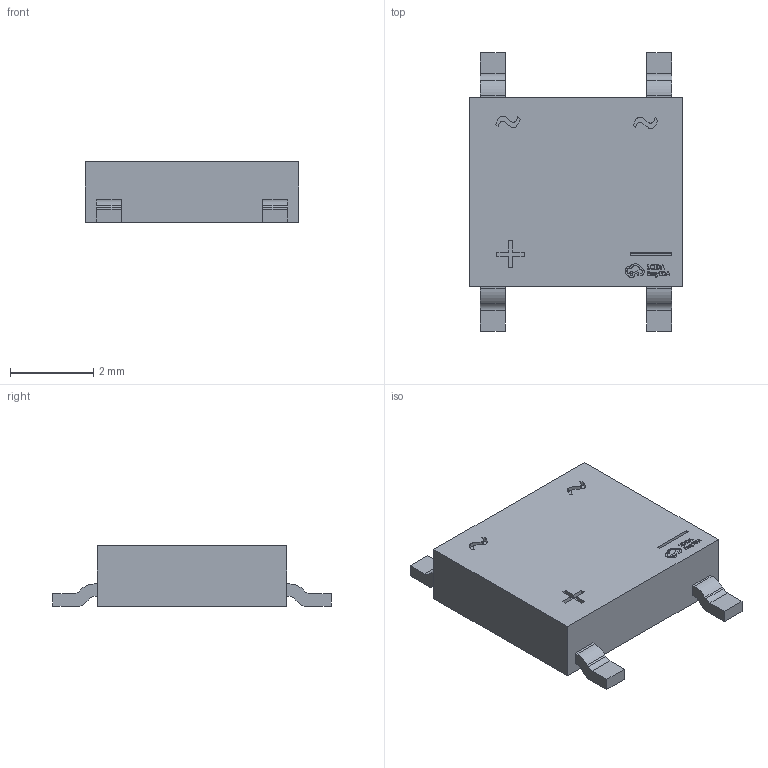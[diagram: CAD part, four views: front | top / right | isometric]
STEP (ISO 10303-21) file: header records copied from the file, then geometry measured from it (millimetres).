
FILE_DESCRIPTION (( 'STEP AP214' ), '1' );
FILE_NAME ('TDI_L5.0-W4.4-P4.00-LS6.5-BL.step', '2022-08-04T09:09:49', ( '' ), ( '' ), 'SwSTEP 2.0', 'SolidWorks 2020', '' );
FILE_SCHEMA (( 'AUTOMOTIVE_DESIGN' ));
Length unit declared in the file: millimetre
Products named in the file (1): TDI_L5.0-W4.4-P4.00-LS6.5-BL
Bounding box: 5.13 x 6.7 x 1.45 mm (x, y, z)
Volume: 34.6 mm3; surface area: 85.2 mm2
Topology: 14 solids, 14 shells, 384 faces, 1023 edges, 682 vertices
Faces by surface type: plane 244, bspline 124, cylinder 16
Entity records: 17403 total; most frequent: CARTESIAN_POINT 4878, ORIENTED_EDGE 2046, DIRECTION 1325, EDGE_CURVE 1023, VECTOR 739, LINE 739, VERTEX_POINT 682, EDGE_LOOP 411
